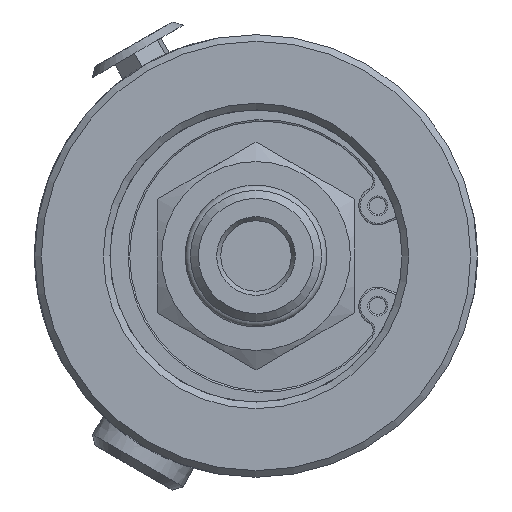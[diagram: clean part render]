
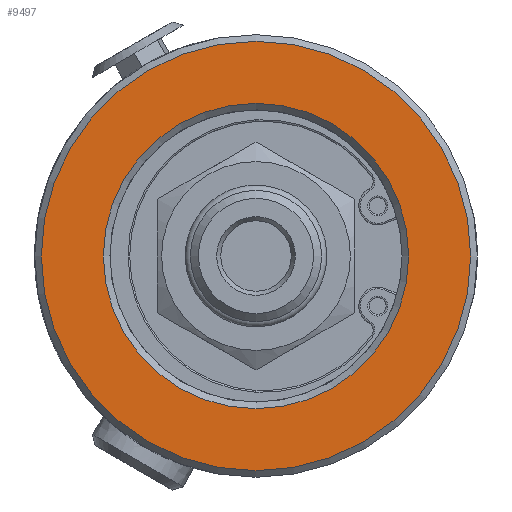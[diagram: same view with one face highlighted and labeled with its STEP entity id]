
A CAD part, left-side view. The second image highlights one B-rep face of the part: STEP entity #9497.
In plain terms, the highlighted planar face has unit normal (-1, 0, 0).
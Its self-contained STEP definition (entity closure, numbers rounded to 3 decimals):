
#1863=FACE_BOUND('',#2916,.T.);
#2000=PLANE('',#10370);
#2317=FACE_OUTER_BOUND('',#2915,.T.);
#2915=EDGE_LOOP('',(#7195,#7196));
#2916=EDGE_LOOP('',(#7197,#7198));
#3602=CIRCLE('',#10368,25.925);
#3603=CIRCLE('',#10369,25.925);
#3604=CIRCLE('',#10371,18.435);
#3605=CIRCLE('',#10372,18.435);
#4127=VERTEX_POINT('',#14524);
#4128=VERTEX_POINT('',#14526);
#4129=VERTEX_POINT('',#14530);
#4130=VERTEX_POINT('',#14531);
#5260=EDGE_CURVE('',#4127,#4128,#3602,.T.);
#5261=EDGE_CURVE('',#4128,#4127,#3603,.T.);
#5262=EDGE_CURVE('',#4129,#4130,#3604,.T.);
#5263=EDGE_CURVE('',#4130,#4129,#3605,.T.);
#7195=ORIENTED_EDGE('',*,*,#5261,.F.);
#7196=ORIENTED_EDGE('',*,*,#5260,.F.);
#7197=ORIENTED_EDGE('',*,*,#5262,.T.);
#7198=ORIENTED_EDGE('',*,*,#5263,.T.);
#9497=ADVANCED_FACE('',(#2317,#1863),#2000,.T.);
#10368=AXIS2_PLACEMENT_3D('',#14527,#11861,#11862);
#10369=AXIS2_PLACEMENT_3D('',#14528,#11863,#11864);
#10370=AXIS2_PLACEMENT_3D('',#14529,#11865,#11866);
#10371=AXIS2_PLACEMENT_3D('',#14532,#11867,#11868);
#10372=AXIS2_PLACEMENT_3D('',#14533,#11869,#11870);
#11861=DIRECTION('center_axis',(1.,0.,0.));
#11862=DIRECTION('ref_axis',(0.,1.,0.));
#11863=DIRECTION('center_axis',(1.,0.,0.));
#11864=DIRECTION('ref_axis',(0.,1.,0.));
#11865=DIRECTION('center_axis',(-1.,0.,0.));
#11866=DIRECTION('ref_axis',(0.,0.,
1.));
#11867=DIRECTION('center_axis',(1.,0.,0.));
#11868=DIRECTION('ref_axis',(0.,1.,0.));
#11869=DIRECTION('center_axis',(1.,0.,0.));
#11870=DIRECTION('ref_axis',(0.,1.,0.));
#14524=CARTESIAN_POINT('',(0.,-25.925,0.));
#14526=CARTESIAN_POINT('',(0.,25.925,0.));
#14527=CARTESIAN_POINT('Origin',(0.,0.,0.));
#14528=CARTESIAN_POINT('Origin',(0.,0.,0.));
#14529=CARTESIAN_POINT('Origin',(0.,12.963,0.));
#14530=CARTESIAN_POINT('',(0.,18.435,0.));
#14531=CARTESIAN_POINT('',(0.,-18.435,0.));
#14532=CARTESIAN_POINT('Origin',(0.,0.,0.));
#14533=CARTESIAN_POINT('Origin',(0.,0.,0.));
